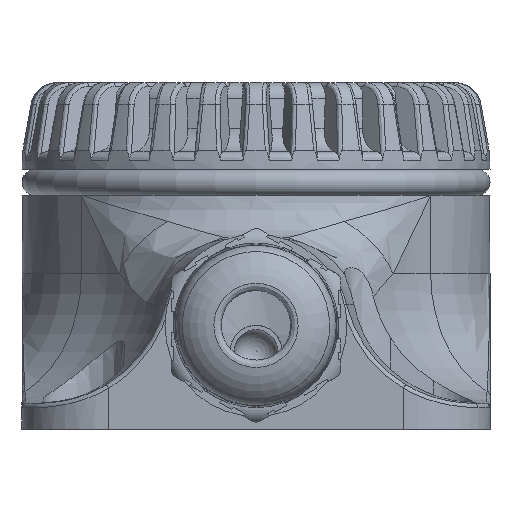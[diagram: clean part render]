
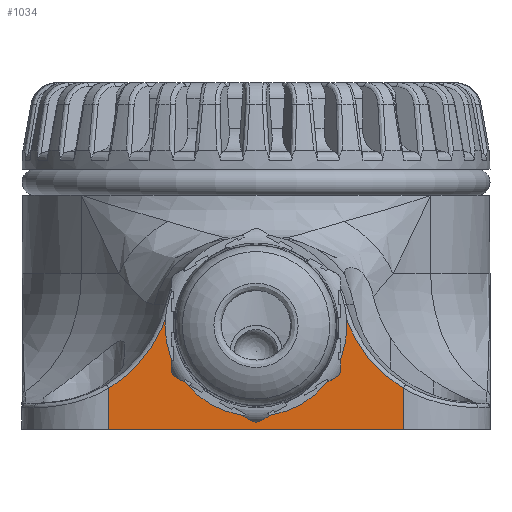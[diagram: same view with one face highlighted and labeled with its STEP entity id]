
A CAD part, left-side view. The second image highlights one B-rep face of the part: STEP entity #1034.
In plain terms, the highlighted face is planar.
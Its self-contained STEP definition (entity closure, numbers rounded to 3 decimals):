
#1034=ADVANCED_FACE('',(#8480,#8482),#8484,.T.);
#8480=FACE_BOUND('',#8481,.T.);
#8481=EDGE_LOOP('',(#21672,#21673,#21674,#21675,#21676,#21677,#21678,#21679));
#8482=FACE_BOUND('',#8483,.T.);
#8483=EDGE_LOOP('',(#21680));
#8484=PLANE('',#8485);
#8485=AXIS2_PLACEMENT_3D('',#8486,#8487,#8488);
#8486=CARTESIAN_POINT('',(0.,0.,44.));
#8487=DIRECTION('',(-0.,0.,1.));
#8488=DIRECTION('',(1.,0.,0.));
#21672=ORIENTED_EDGE('',*,*,#25946,.T.);
#21673=ORIENTED_EDGE('',*,*,#25947,.T.);
#21674=ORIENTED_EDGE('',*,*,#25948,.T.);
#21675=ORIENTED_EDGE('',*,*,#25949,.T.);
#21676=ORIENTED_EDGE('',*,*,#25950,.T.);
#21677=ORIENTED_EDGE('',*,*,#25951,.T.);
#21678=ORIENTED_EDGE('',*,*,#25952,.T.);
#21679=ORIENTED_EDGE('',*,*,#25953,.T.);
#21680=ORIENTED_EDGE('',*,*,#25798,.T.);
#25798=EDGE_CURVE('',#27996,#27996,#27997,.T.);
#25946=EDGE_CURVE('',#28263,#28264,#28265,.T.);
#25947=EDGE_CURVE('',#28264,#28266,#28267,.T.);
#25948=EDGE_CURVE('',#28266,#28268,#28269,.T.);
#25949=EDGE_CURVE('',#28268,#28270,#28271,.T.);
#25950=EDGE_CURVE('',#28270,#28272,#28273,.T.);
#25951=EDGE_CURVE('',#28272,#28274,#28275,.T.);
#25952=EDGE_CURVE('',#28274,#28276,#28277,.T.);
#25953=EDGE_CURVE('',#28276,#28263,#28278,.T.);
#27996=VERTEX_POINT('',#32892);
#27997=CIRCLE('',#32893,6.688);
#28263=VERTEX_POINT('',#34122);
#28264=VERTEX_POINT('',#34123);
#28265=B_SPLINE_CURVE_WITH_KNOTS('',3,
(#34124,#34125,#34126,#34127,#34128,#34129,#34130,#34131,#34132,#34133,#34134,#34135,
#34136,#34137,#34138,#34139,#34140,#34141,#34142,#34143,#34144,#34145,#34146,#34147),
.UNSPECIFIED.,.F.,.F.,
(4,2,2,2,2,2,2,2,2,2,2,4),
(0.,0.098,0.194,0.288,0.383,0.48,
0.574,0.67,0.766,0.86,0.956,
1.),
.UNSPECIFIED.);
#28266=VERTEX_POINT('',#34148);
#28267=B_SPLINE_CURVE_WITH_KNOTS('',3,
(#34149,#34150,#34151,#34152,#34153,#34154,#34155,#34156,#34157,#34158,#34159,#34160,
#34161,#34162,#34163,#34164),
.UNSPECIFIED.,.F.,.F.,
(4,2,2,2,2,2,2,4),
(0.,0.159,0.322,0.483,0.639,0.799,
0.96,1.),
.UNSPECIFIED.);
#28268=VERTEX_POINT('',#34165);
#28269=LINE('',#34166,#34167);
#28270=VERTEX_POINT('',#34169);
#28271=LINE('',#34170,#34171);
#28272=VERTEX_POINT('',#34173);
#28273=LINE('',#34174,#34175);
#28274=VERTEX_POINT('',#34177);
#28275=B_SPLINE_CURVE_WITH_KNOTS('',3,
(#34178,#34179,#34180,#34181,#34182,#34183,#34184,#34185,#34186,#34187,#34188,#34189,
#34190,#34191,#34192,#34193),
.UNSPECIFIED.,.F.,.F.,
(4,2,2,2,2,2,2,4),
(0.,0.16,0.324,0.483,0.639,0.798,
0.96,1.),
.UNSPECIFIED.);
#28276=VERTEX_POINT('',#34194);
#28277=B_SPLINE_CURVE_WITH_KNOTS('',3,
(#34195,#34196,#34197,#34198,#34199,#34200,#34201,#34202,#34203,#34204,#34205,#34206,
#34207,#34208,#34209,#34210,#34211,#34212,#34213,#34214,#34215,#34216,#34217,#34218),
.UNSPECIFIED.,.F.,.F.,
(4,2,2,2,2,2,2,2,2,2,2,4),
(0.,0.097,0.194,0.288,0.383,0.479,
0.574,0.67,0.765,0.86,0.956,
1.),
.UNSPECIFIED.);
#28278=LINE('',#34219,#34220);
#32892=CARTESIAN_POINT('',(-6.688,12.,44.));
#32893=AXIS2_PLACEMENT_3D('',#32894,#32895,#32896);
#32894=CARTESIAN_POINT('',(0.,12.,44.));
#32895=DIRECTION('',(0.,-0.,-1.));
#32896=DIRECTION('',(-1.,0.,-0.));
#34122=CARTESIAN_POINT('',(-0.738,21.5,44.));
#34123=CARTESIAN_POINT('',(-9.964,14.28,44.));
#34124=CARTESIAN_POINT('',(-0.738,21.5,44.));
#34125=CARTESIAN_POINT('',(-1.15,21.487,44.));
#34126=CARTESIAN_POINT('',(-1.562,21.474,44.));
#34127=CARTESIAN_POINT('',(-2.368,21.369,44.));
#34128=CARTESIAN_POINT('',(-2.764,21.291,44.));
#34129=CARTESIAN_POINT('',(-3.536,21.088,44.));
#34130=CARTESIAN_POINT('',(-3.918,20.961,44.));
#34131=CARTESIAN_POINT('',(-4.655,20.665,44.));
#34132=CARTESIAN_POINT('',(-5.017,20.492,44.));
#34133=CARTESIAN_POINT('',(-5.719,20.101,44.));
#34134=CARTESIAN_POINT('',(-6.062,19.88,44.));
#34135=CARTESIAN_POINT('',(-6.708,19.402,44.));
#34136=CARTESIAN_POINT('',(-7.018,19.141,44.));
#34137=CARTESIAN_POINT('',(-7.595,18.59,44.));
#34138=CARTESIAN_POINT('',(-7.867,18.295,44.));
#34139=CARTESIAN_POINT('',(-8.372,17.673,44.));
#34140=CARTESIAN_POINT('',(-8.608,17.341,44.));
#34141=CARTESIAN_POINT('',(-9.029,16.66,44.));
#34142=CARTESIAN_POINT('',(-9.219,16.304,44.));
#34143=CARTESIAN_POINT('',(-9.551,15.577,44.));
#34144=CARTESIAN_POINT('',(-9.695,15.201,44.));
#34145=CARTESIAN_POINT('',(-9.869,14.639,44.));
#34146=CARTESIAN_POINT('',(-9.916,14.46,44.));
#34147=CARTESIAN_POINT('',(-9.964,14.28,44.));
#34148=CARTESIAN_POINT('',(-17.,4.732,44.));
#34149=CARTESIAN_POINT('',(-9.964,14.28,44.));
#34150=CARTESIAN_POINT('',(-10.141,13.651,44.));
#34151=CARTESIAN_POINT('',(-10.318,13.022,44.));
#34152=CARTESIAN_POINT('',(-10.788,11.802,44.));
#34153=CARTESIAN_POINT('',(-11.067,11.2,44.));
#34154=CARTESIAN_POINT('',(-11.689,10.05,44.));
#34155=CARTESIAN_POINT('',(-12.035,9.497,44.));
#34156=CARTESIAN_POINT('',(-12.783,8.456,44.));
#34157=CARTESIAN_POINT('',(-13.188,7.958,44.));
#34158=CARTESIAN_POINT('',(-14.053,7.02,44.));
#34159=CARTESIAN_POINT('',(-14.52,6.573,44.));
#34160=CARTESIAN_POINT('',(-15.51,5.738,44.));
#34161=CARTESIAN_POINT('',(-16.033,5.349,44.));
#34162=CARTESIAN_POINT('',(-16.721,4.904,44.));
#34163=CARTESIAN_POINT('',(-16.861,4.818,44.));
#34164=CARTESIAN_POINT('',(-17.,4.732,44.));
#34165=CARTESIAN_POINT('',(-17.,0.,44.));
#34166=CARTESIAN_POINT('',(-17.,4.732,44.));
#34167=VECTOR('',#34168,1.);
#34168=DIRECTION('',(0.,-1.,0.));
#34169=CARTESIAN_POINT('',(17.,0.,44.));
#34170=CARTESIAN_POINT('',(-17.,0.,44.));
#34171=VECTOR('',#34172,1.);
#34172=DIRECTION('',(1.,0.,0.));
#34173=CARTESIAN_POINT('',(17.,4.732,44.));
#34174=CARTESIAN_POINT('',(17.,0.,44.));
#34175=VECTOR('',#34176,1.);
#34176=DIRECTION('',(0.,1.,0.));
#34177=CARTESIAN_POINT('',(9.964,14.28,44.));
#34178=CARTESIAN_POINT('',(17.,4.732,44.));
#34179=CARTESIAN_POINT('',(16.449,5.09,44.));
#34180=CARTESIAN_POINT('',(15.899,5.447,44.));
#34181=CARTESIAN_POINT('',(14.869,6.261,44.));
#34182=CARTESIAN_POINT('',(14.375,6.707,44.));
#34183=CARTESIAN_POINT('',(13.464,7.641,44.));
#34184=CARTESIAN_POINT('',(13.043,8.13,44.));
#34185=CARTESIAN_POINT('',(12.274,9.147,44.));
#34186=CARTESIAN_POINT('',(11.918,9.681,44.));
#34187=CARTESIAN_POINT('',(11.278,10.784,44.));
#34188=CARTESIAN_POINT('',(10.989,11.364,44.));
#34189=CARTESIAN_POINT('',(10.484,12.555,44.));
#34190=CARTESIAN_POINT('',(10.268,13.17,44.));
#34191=CARTESIAN_POINT('',(10.046,13.96,44.));
#34192=CARTESIAN_POINT('',(10.005,14.12,44.));
#34193=CARTESIAN_POINT('',(9.964,14.28,44.));
#34194=CARTESIAN_POINT('',(0.738,21.5,44.));
#34195=CARTESIAN_POINT('',(9.964,14.28,44.));
#34196=CARTESIAN_POINT('',(9.852,14.676,44.));
#34197=CARTESIAN_POINT('',(9.741,15.073,44.));
#34198=CARTESIAN_POINT('',(9.446,15.829,44.));
#34199=CARTESIAN_POINT('',(9.275,16.195,44.));
#34200=CARTESIAN_POINT('',(8.892,16.895,44.));
#34201=CARTESIAN_POINT('',(8.678,17.235,44.));
#34202=CARTESIAN_POINT('',(8.214,17.879,44.));
#34203=CARTESIAN_POINT('',(7.959,18.189,44.));
#34204=CARTESIAN_POINT('',(7.411,18.776,44.));
#34205=CARTESIAN_POINT('',(7.115,19.056,44.));
#34206=CARTESIAN_POINT('',(6.496,19.568,44.));
#34207=CARTESIAN_POINT('',(6.168,19.807,44.));
#34208=CARTESIAN_POINT('',(5.494,20.235,44.));
#34209=CARTESIAN_POINT('',(5.143,20.428,44.));
#34210=CARTESIAN_POINT('',(4.417,20.768,44.));
#34211=CARTESIAN_POINT('',(4.038,20.918,44.));
#34212=CARTESIAN_POINT('',(3.276,21.164,44.));
#34213=CARTESIAN_POINT('',(2.885,21.263,44.));
#34214=CARTESIAN_POINT('',(2.098,21.411,44.));
#34215=CARTESIAN_POINT('',(1.699,21.46,44.));
#34216=CARTESIAN_POINT('',(1.111,21.494,44.));
#34217=CARTESIAN_POINT('',(0.925,21.497,44.));
#34218=CARTESIAN_POINT('',(0.738,21.5,44.));
#34219=CARTESIAN_POINT('',(0.738,21.5,44.));
#34220=VECTOR('',#34221,1.);
#34221=DIRECTION('',(-1.,0.,0.));
